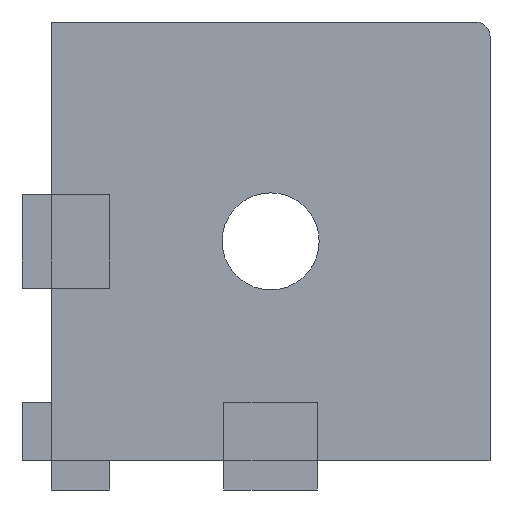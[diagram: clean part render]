
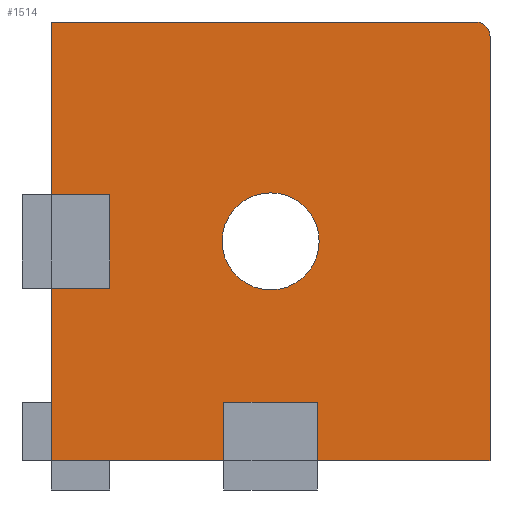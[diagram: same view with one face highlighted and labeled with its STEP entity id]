
A CAD part, front view. The second image highlights one B-rep face of the part: STEP entity #1514.
In plain terms, the highlighted planar face has unit normal (0, -1, 0).
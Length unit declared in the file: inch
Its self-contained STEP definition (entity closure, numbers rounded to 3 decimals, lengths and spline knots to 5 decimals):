
#3 = VERTEX_POINT ( 'NONE', #576 ) ;
#19 = EDGE_CURVE ( 'NONE', #3, #207, #629, .T. ) ;
#23 = VERTEX_POINT ( 'NONE', #710 ) ;
#60 = ORIENTED_EDGE ( 'NONE', *, *, #234, .F. ) ;
#61 = VERTEX_POINT ( 'NONE', #933 ) ;
#74 = EDGE_CURVE ( 'NONE', #61, #133, #1068, .T. ) ;
#102 = ORIENTED_EDGE ( 'NONE', *, *, #213, .F. ) ;
#104 = ORIENTED_EDGE ( 'NONE', *, *, #74, .F. ) ;
#133 = VERTEX_POINT ( 'NONE', #1431 ) ;
#150 = EDGE_CURVE ( 'NONE', #265, #133, #1576, .T. ) ;
#182 = ORIENTED_EDGE ( 'NONE', *, *, #150, .T. ) ;
#207 = VERTEX_POINT ( 'NONE', #637 ) ;
#213 = EDGE_CURVE ( 'NONE', #1922, #23, #638, .T. ) ;
#218 = ORIENTED_EDGE ( 'NONE', *, *, #559, .F. ) ;
#234 = EDGE_CURVE ( 'NONE', #207, #1139, #723, .T. ) ;
#241 = VERTEX_POINT ( 'NONE', #746 ) ;
#248 = EDGE_CURVE ( 'NONE', #23, #882, #761, .T. ) ;
#261 = VERTEX_POINT ( 'NONE', #803 ) ;
#265 = VERTEX_POINT ( 'NONE', #808 ) ;
#284 = VERTEX_POINT ( 'NONE', #880 ) ;
#302 = VERTEX_POINT ( 'NONE', #951 ) ;
#311 = EDGE_CURVE ( 'NONE', #284, #241, #1032, .T. ) ;
#316 = EDGE_CURVE ( 'NONE', #409, #61, #1062, .T. ) ;
#330 = EDGE_CURVE ( 'NONE', #302, #265, #1117, .T. ) ;
#338 = EDGE_CURVE ( 'NONE', #3, #302, #1136, .T. ) ;
#376 = ORIENTED_EDGE ( 'NONE', *, *, #316, .F. ) ;
#392 = ORIENTED_EDGE ( 'NONE', *, *, #330, .T. ) ;
#401 = ORIENTED_EDGE ( 'NONE', *, *, #19, .F. ) ;
#409 = VERTEX_POINT ( 'NONE', #1345 ) ;
#443 = VERTEX_POINT ( 'NONE', #1419 ) ;
#458 = EDGE_LOOP ( 'NONE', ( #392, #182, #104, #376, #218, #1121, #1706, #102, #1600, #560, #60, #401, #530 ) ) ;
#495 = ORIENTED_EDGE ( 'NONE', *, *, #311, .T. ) ;
#530 = ORIENTED_EDGE ( 'NONE', *, *, #338, .T. ) ;
#544 = EDGE_CURVE ( 'NONE', #1139, #261, #615, .T. ) ;
#551 = EDGE_CURVE ( 'NONE', #241, #284, #695, .T. ) ;
#559 = EDGE_CURVE ( 'NONE', #443, #409, #756, .T. ) ;
#560 = ORIENTED_EDGE ( 'NONE', *, *, #544, .F. ) ;
#576 = CARTESIAN_POINT ( 'NONE',  ( 0.91, 0., -1.5 ) ) ;
#615 = LINE ( 'NONE', #616, #617 ) ;
#616 = CARTESIAN_POINT ( 'NONE',  ( 0.59, 0., -1.5 ) ) ;
#617 = VECTOR ( 'NONE', #618, 39.37008 ) ;
#618 = DIRECTION ( 'NONE',  ( 0., 0., -1. ) ) ;
#629 = LINE ( 'NONE', #634, #635 ) ;
#634 = CARTESIAN_POINT ( 'NONE',  ( 0.91, 0., -1.5 ) ) ;
#635 = VECTOR ( 'NONE', #636, 39.37008 ) ;
#636 = DIRECTION ( 'NONE',  ( 0., 0., 1. ) ) ;
#637 = CARTESIAN_POINT ( 'NONE',  ( 0.91, 0., -1.3 ) ) ;
#638 = LINE ( 'NONE', #639, #640 ) ;
#639 = CARTESIAN_POINT ( 'NONE',  ( 0., 0., -1.5 ) ) ;
#640 = VECTOR ( 'NONE', #641, 39.37008 ) ;
#641 = DIRECTION ( 'NONE',  ( 0., 0., 1. ) ) ;
#695 = CIRCLE ( 'NONE', #696, 0.166 ) ;
#696 = AXIS2_PLACEMENT_3D ( 'NONE', #697, #698, #699 ) ;
#697 = CARTESIAN_POINT ( 'NONE',  ( 0.75, 0., -0.75 ) ) ;
#698 = DIRECTION ( 'NONE',  ( 0., 1., 0. ) ) ;
#699 = DIRECTION ( 'NONE',  ( 0., 0., 1. ) ) ;
#710 = CARTESIAN_POINT ( 'NONE',  ( 0., 0., -0.91 ) ) ;
#723 = LINE ( 'NONE', #725, #726 ) ;
#725 = CARTESIAN_POINT ( 'NONE',  ( 0.91, 0., -1.3 ) ) ;
#726 = VECTOR ( 'NONE', #727, 39.37008 ) ;
#727 = DIRECTION ( 'NONE',  ( -1., 0., 0. ) ) ;
#746 = CARTESIAN_POINT ( 'NONE',  ( 0.75, 0., -0.584 ) ) ;
#756 = LINE ( 'NONE', #757, #759 ) ;
#757 = CARTESIAN_POINT ( 'NONE',  ( 0., 0., -0.59 ) ) ;
#759 = VECTOR ( 'NONE', #760, 39.37008 ) ;
#760 = DIRECTION ( 'NONE',  ( -1., 0., 0. ) ) ;
#761 = LINE ( 'NONE', #762, #763 ) ;
#762 = CARTESIAN_POINT ( 'NONE',  ( 0., 0., -0.91 ) ) ;
#763 = VECTOR ( 'NONE', #764, 39.37008 ) ;
#764 = DIRECTION ( 'NONE',  ( 1., 0., 0. ) ) ;
#803 = CARTESIAN_POINT ( 'NONE',  ( 0.59, 0., -1.5 ) ) ;
#808 = CARTESIAN_POINT ( 'NONE',  ( 1.5, 0., -0.05 ) ) ;
#810 = ORIENTED_EDGE ( 'NONE', *, *, #551, .T. ) ;
#880 = CARTESIAN_POINT ( 'NONE',  ( 0.75, 0., -0.916 ) ) ;
#882 = VERTEX_POINT ( 'NONE', #1001 ) ;
#933 = CARTESIAN_POINT ( 'NONE',  ( 0., 0., 0. ) ) ;
#951 = CARTESIAN_POINT ( 'NONE',  ( 1.5, 0., -1.5 ) ) ;
#1001 = CARTESIAN_POINT ( 'NONE',  ( 0.2, 0., -0.91 ) ) ;
#1032 = CIRCLE ( 'NONE', #1033, 0.166 ) ;
#1033 = AXIS2_PLACEMENT_3D ( 'NONE', #1034, #1035, #1036 ) ;
#1034 = CARTESIAN_POINT ( 'NONE',  ( 0.75, 0., -0.75 ) ) ;
#1035 = DIRECTION ( 'NONE',  ( 0., 1., 0. ) ) ;
#1036 = DIRECTION ( 'NONE',  ( 0., 0., 1. ) ) ;
#1062 = LINE ( 'NONE', #1063, #1064 ) ;
#1063 = CARTESIAN_POINT ( 'NONE',  ( 0., 0., -1.5 ) ) ;
#1064 = VECTOR ( 'NONE', #1065, 39.37008 ) ;
#1065 = DIRECTION ( 'NONE',  ( 0., 0., 1. ) ) ;
#1068 = LINE ( 'NONE', #1069, #1070 ) ;
#1069 = CARTESIAN_POINT ( 'NONE',  ( 0., 0., 0. ) ) ;
#1070 = VECTOR ( 'NONE', #1071, 39.37008 ) ;
#1071 = DIRECTION ( 'NONE',  ( 1., 0., 0. ) ) ;
#1117 = LINE ( 'NONE', #1118, #1119 ) ;
#1118 = CARTESIAN_POINT ( 'NONE',  ( 1.5, 0., -1.5 ) ) ;
#1119 = VECTOR ( 'NONE', #1120, 39.37008 ) ;
#1120 = DIRECTION ( 'NONE',  ( 0., 0., 1. ) ) ;
#1121 = ORIENTED_EDGE ( 'NONE', *, *, #1912, .F. ) ;
#1136 = LINE ( 'NONE', #1137, #1138 ) ;
#1137 = CARTESIAN_POINT ( 'NONE',  ( 0., 0., -1.5 ) ) ;
#1138 = VECTOR ( 'NONE', #1140, 39.37008 ) ;
#1139 = VERTEX_POINT ( 'NONE', #1157 ) ;
#1140 = DIRECTION ( 'NONE',  ( 1., 0., 0. ) ) ;
#1157 = CARTESIAN_POINT ( 'NONE',  ( 0.59, 0., -1.3 ) ) ;
#1294 = EDGE_LOOP ( 'NONE', ( #810, #495 ) ) ;
#1334 = FACE_BOUND ( 'NONE', #1294, .T. ) ;
#1335 = FACE_OUTER_BOUND ( 'NONE', #458, .T. ) ;
#1336 = PLANE ( 'NONE',  #1337 ) ;
#1337 = AXIS2_PLACEMENT_3D ( 'NONE', #1338, #1339, #1340 ) ;
#1338 = CARTESIAN_POINT ( 'NONE',  ( 0., 0., -1.5 ) ) ;
#1339 = DIRECTION ( 'NONE',  ( 0., -1., 0. ) ) ;
#1340 = DIRECTION ( 'NONE',  ( 0., 0., -1. ) ) ;
#1341 = LINE ( 'NONE', #1342, #1343 ) ;
#1342 = CARTESIAN_POINT ( 'NONE',  ( 0., 0., -1.5 ) ) ;
#1343 = VECTOR ( 'NONE', #1344, 39.37008 ) ;
#1344 = DIRECTION ( 'NONE',  ( 1., 0., 0. ) ) ;
#1345 = CARTESIAN_POINT ( 'NONE',  ( 0., 0., -0.59 ) ) ;
#1419 = CARTESIAN_POINT ( 'NONE',  ( 0.2, 0., -0.59 ) ) ;
#1431 = CARTESIAN_POINT ( 'NONE',  ( 1.45, 0., 0. ) ) ;
#1514 = ADVANCED_FACE ( 'NONE', ( #1334, #1335 ), #1336, .T. ) ;
#1515 = EDGE_CURVE ( 'NONE', #1922, #261, #1341, .T. ) ;
#1576 = CIRCLE ( 'NONE', #1577, 0.05 ) ;
#1577 = AXIS2_PLACEMENT_3D ( 'NONE', #1578, #1579, #1580 ) ;
#1578 = CARTESIAN_POINT ( 'NONE',  ( 1.45, 0., -0.05 ) ) ;
#1579 = DIRECTION ( 'NONE',  ( 0., -1., 0. ) ) ;
#1580 = DIRECTION ( 'NONE',  ( 0., 0., -1. ) ) ;
#1600 = ORIENTED_EDGE ( 'NONE', *, *, #1515, .T. ) ;
#1660 = LINE ( 'NONE', #1661, #1662 ) ;
#1661 = CARTESIAN_POINT ( 'NONE',  ( 0.2, 0., -0.91 ) ) ;
#1662 = VECTOR ( 'NONE', #1663, 39.37008 ) ;
#1663 = DIRECTION ( 'NONE',  ( 0., 0., 1. ) ) ;
#1706 = ORIENTED_EDGE ( 'NONE', *, *, #248, .F. ) ;
#1719 = CARTESIAN_POINT ( 'NONE',  ( 0., 0., -1.5 ) ) ;
#1912 = EDGE_CURVE ( 'NONE', #882, #443, #1660, .T. ) ;
#1922 = VERTEX_POINT ( 'NONE', #1719 ) ;
